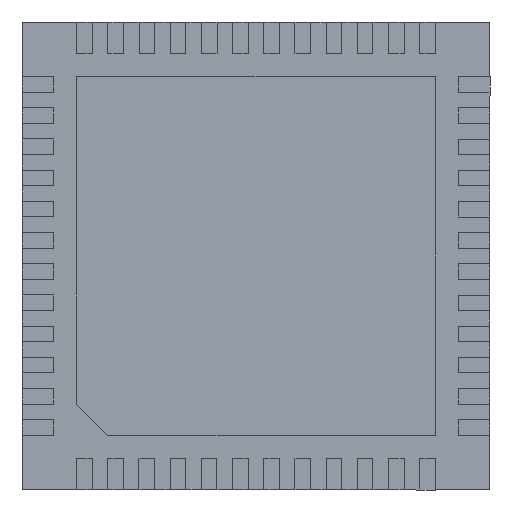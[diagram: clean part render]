
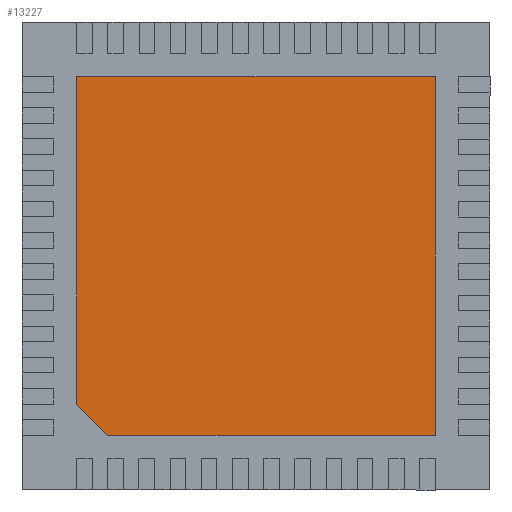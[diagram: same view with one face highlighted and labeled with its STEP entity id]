
A CAD part, front view. The second image highlights one B-rep face of the part: STEP entity #13227.
In plain terms, the highlighted planar face has unit normal (0, -1, 0).
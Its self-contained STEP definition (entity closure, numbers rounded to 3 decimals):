
#391 = LINE ( 'NONE', #2665, #7389 ) ;
#434 = CARTESIAN_POINT ( 'NONE',  ( -1.9, 0., -2.3 ) ) ;
#600 = VERTEX_POINT ( 'NONE', #434 ) ;
#759 = VECTOR ( 'NONE', #14900, 1000. ) ;
#883 = VERTEX_POINT ( 'NONE', #14995 ) ;
#1830 = EDGE_CURVE ( 'NONE', #5084, #8196, #391, .T. ) ;
#1848 = DIRECTION ( 'NONE',  ( 0., 0., -1. ) ) ;
#2339 = EDGE_CURVE ( 'NONE', #8196, #883, #12239, .T. ) ;
#2374 = ORIENTED_EDGE ( 'NONE', *, *, #11716, .F. ) ;
#2665 = CARTESIAN_POINT ( 'NONE',  ( -2.3, 0., 2.3 ) ) ;
#3050 = VECTOR ( 'NONE', #9104, 1000. ) ;
#3280 = ORIENTED_EDGE ( 'NONE', *, *, #1830, .F. ) ;
#4365 = EDGE_CURVE ( 'NONE', #600, #12613, #14789, .T. ) ;
#4447 = VECTOR ( 'NONE', #1848, 1000. ) ;
#4474 = EDGE_LOOP ( 'NONE', ( #14210, #3280, #2374, #9073, #9628 ) ) ;
#4510 = VECTOR ( 'NONE', #13241, 1000. ) ;
#5068 = EDGE_CURVE ( 'NONE', #883, #600, #8525, .T. ) ;
#5084 = VERTEX_POINT ( 'NONE', #5329 ) ;
#5329 = CARTESIAN_POINT ( 'NONE',  ( -2.3, 0., 2.3 ) ) ;
#5559 = LINE ( 'NONE', #11113, #759 ) ;
#6305 = CARTESIAN_POINT ( 'NONE',  ( 2.3, 0., 2.3 ) ) ;
#6532 = DIRECTION ( 'NONE',  ( 0., -1., 0. ) ) ;
#7364 = DIRECTION ( 'NONE',  ( 1., 0., 0. ) ) ;
#7389 = VECTOR ( 'NONE', #7364, 1000. ) ;
#7761 = DIRECTION ( 'NONE',  ( 0., 0., -1. ) ) ;
#7999 = FACE_OUTER_BOUND ( 'NONE', #4474, .T. ) ;
#8196 = VERTEX_POINT ( 'NONE', #10642 ) ;
#8394 = CARTESIAN_POINT ( 'NONE',  ( -2.3, 0., -1.9 ) ) ;
#8525 = LINE ( 'NONE', #8604, #4510 ) ;
#8604 = CARTESIAN_POINT ( 'NONE',  ( -1.9, 0., -2.3 ) ) ;
#9073 = ORIENTED_EDGE ( 'NONE', *, *, #4365, .F. ) ;
#9104 = DIRECTION ( 'NONE',  ( -0.707, 0., 0.707 ) ) ;
#9628 = ORIENTED_EDGE ( 'NONE', *, *, #5068, .F. ) ;
#10093 = CARTESIAN_POINT ( 'NONE',  ( 0., 0., 0. ) ) ;
#10330 = PLANE ( 'NONE',  #12892 ) ;
#10642 = CARTESIAN_POINT ( 'NONE',  ( 2.3, 0., 2.3 ) ) ;
#11113 = CARTESIAN_POINT ( 'NONE',  ( -2.3, 0., 2.3 ) ) ;
#11299 = CARTESIAN_POINT ( 'NONE',  ( -2.3, 0., -1.9 ) ) ;
#11716 = EDGE_CURVE ( 'NONE', #12613, #5084, #5559, .T. ) ;
#12239 = LINE ( 'NONE', #6305, #4447 ) ;
#12613 = VERTEX_POINT ( 'NONE', #8394 ) ;
#12892 = AXIS2_PLACEMENT_3D ( 'NONE', #10093, #6532, #7761 ) ;
#13227 = ADVANCED_FACE ( 'NONE', ( #7999 ), #10330, .T. ) ;
#13241 = DIRECTION ( 'NONE',  ( -1., 0., 0. ) ) ;
#14210 = ORIENTED_EDGE ( 'NONE', *, *, #2339, .F. ) ;
#14789 = LINE ( 'NONE', #11299, #3050 ) ;
#14900 = DIRECTION ( 'NONE',  ( 0., 0., 1. ) ) ;
#14995 = CARTESIAN_POINT ( 'NONE',  ( 2.3, 0., -2.3 ) ) ;
